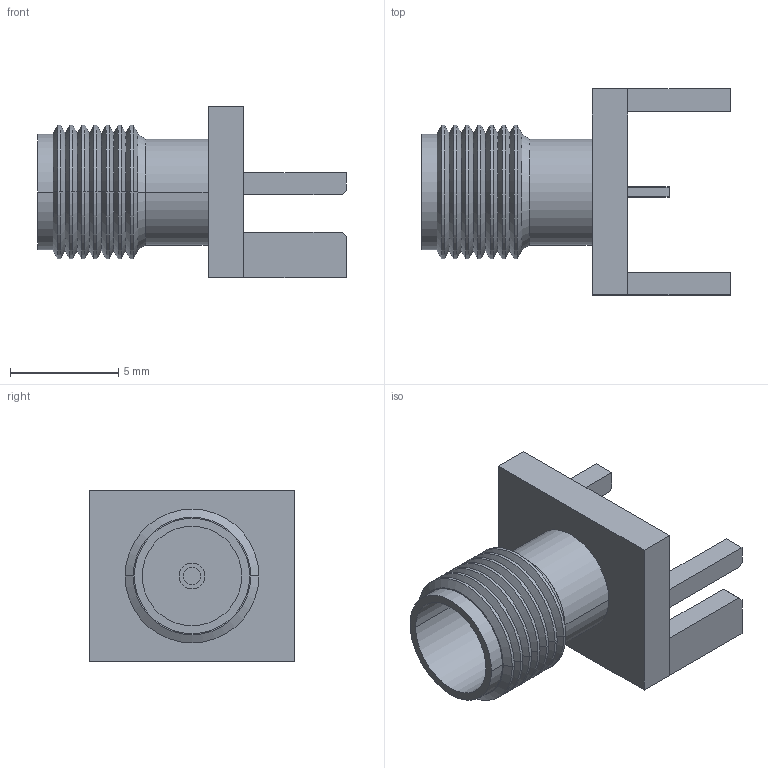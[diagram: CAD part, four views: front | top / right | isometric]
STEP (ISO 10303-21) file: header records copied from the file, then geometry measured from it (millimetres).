
FILE_DESCRIPTION((''),'2;1');
FILE_NAME('AMPHENOL_132357-11.stp','2012-05-14T13:29:58',(''),(''),'Mechanical Desktop 2011','Mechanical Desktop 2011',', , ');
FILE_SCHEMA(('AUTOMOTIVE_DESIGN { 1 2 10303 214 1 1 1 1 }'));
Length unit declared in the file: millimetre
Products named in the file (1): Product
Bounding box: 14.28 x 9.52 x 7.92 mm (x, y, z)
Volume: 333.2 mm3; surface area: 941.2 mm2
Topology: 19 solids, 19 shells, 151 faces, 302 edges, 192 vertices
Faces by surface type: plane 57, cylinder 48, cone 30, bspline 16
Entity records: 3990 total; most frequent: DIRECTION 702, CARTESIAN_POINT 694, ORIENTED_EDGE 604, EDGE_CURVE 302, AXIS2_PLACEMENT_3D 264, VERTEX_POINT 192, VECTOR 174, LINE 174
